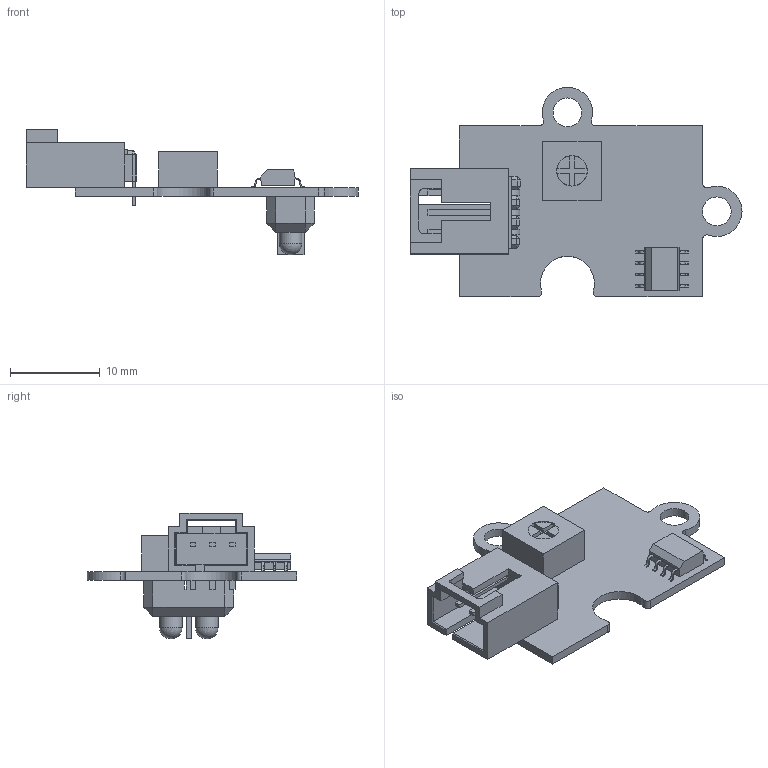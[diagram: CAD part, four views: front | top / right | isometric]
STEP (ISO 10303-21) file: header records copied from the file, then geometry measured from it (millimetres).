
FILE_DESCRIPTION(('FreeCAD Model'),'2;1');
FILE_NAME( 'Sensor_IR.step' ,'2014-08-11T00:30:31',('FreeCAD'),('FreeCAD'), 'Open CASCADE STEP processor 6.7','FreeCAD','Unknown');
FILE_SCHEMA(('AUTOMOTIVE_DESIGN_CC2 { 1 2 10303 214 -1 1 5 4 }'));
Length unit declared in the file: millimetre
Products named in the file (6): PCB_Base; AlojaConectores; Conectores; Potenciometro; LM358; Sensor
Bounding box: 36.9 x 23.3 x 14 mm (x, y, z)
Volume: 1184.9 mm3; surface area: 2459.4 mm2
Topology: 6 solids, 6 shells, 331 faces, 887 edges, 568 vertices
Faces by surface type: plane 272, cylinder 57, sphere 2
Full cylindrical faces by diameter (mm): 2.5 x2, 3.2 x2, 3.4 x1
Entity records: 23677 total; most frequent: CARTESIAN_POINT 4148, DIRECTION 3074, LINE 2072, VECTOR 2072, ORIENTED_EDGE 1774, PCURVE 1766, DEFINITIONAL_REPRESENTATION 1766, EDGE_CURVE 883
